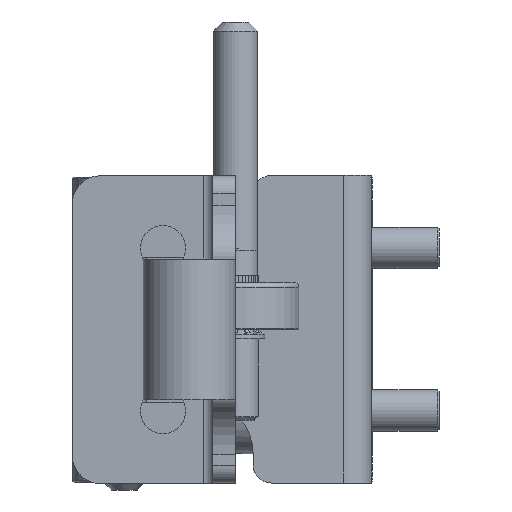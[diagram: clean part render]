
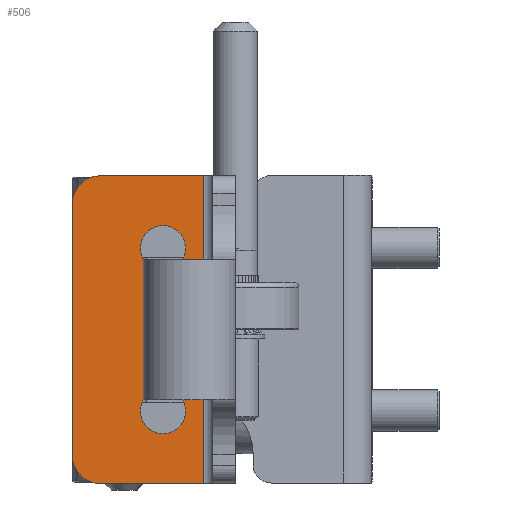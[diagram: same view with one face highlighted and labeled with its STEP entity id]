
A CAD part, left-side view. The second image highlights one B-rep face of the part: STEP entity #506.
In plain terms, the highlighted planar face has unit normal (-1, 0, 0).
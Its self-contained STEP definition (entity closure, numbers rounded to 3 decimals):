
#506 = ADVANCED_FACE( '', ( #1004, #1005, #1006 ), #1007, .T. );
#1004 = FACE_BOUND( '', #2449, .T. );
#1005 = FACE_OUTER_BOUND( '', #2450, .T. );
#1006 = FACE_BOUND( '', #2451, .T. );
#1007 = PLANE( '', #2452 );
#2449 = EDGE_LOOP( '', ( #3949 ) );
#2450 = EDGE_LOOP( '', ( #3950, #3951, #3952, #3953, #3954, #3955 ) );
#2451 = EDGE_LOOP( '', ( #3956 ) );
#2452 = AXIS2_PLACEMENT_3D( '', #3957, #3958, #3959 );
#3949 = ORIENTED_EDGE( '', *, *, #6215, .T. );
#3950 = ORIENTED_EDGE( '', *, *, #6216, .F. );
#3951 = ORIENTED_EDGE( '', *, *, #6217, .T. );
#3952 = ORIENTED_EDGE( '', *, *, #6218, .F. );
#3953 = ORIENTED_EDGE( '', *, *, #6219, .T. );
#3954 = ORIENTED_EDGE( '', *, *, #6220, .T. );
#3955 = ORIENTED_EDGE( '', *, *, #6221, .T. );
#3956 = ORIENTED_EDGE( '', *, *, #6222, .T. );
#3957 = CARTESIAN_POINT( '', ( -18.35, 17., -17. ) );
#3958 = DIRECTION( '', ( -1., 0., 0. ) );
#3959 = DIRECTION( '', ( 0., 1., 0. ) );
#6215 = EDGE_CURVE( '', #7248, #7248, #7249, .T. );
#6216 = EDGE_CURVE( '', #7250, #7251, #7252, .T. );
#6217 = EDGE_CURVE( '', #7250, #7253, #7254, .T. );
#6218 = EDGE_CURVE( '', #7255, #7253, #7256, .T. );
#6219 = EDGE_CURVE( '', #7255, #7257, #7258, .T. );
#6220 = EDGE_CURVE( '', #7257, #7259, #7260, .T. );
#6221 = EDGE_CURVE( '', #7259, #7251, #7261, .F. );
#6222 = EDGE_CURVE( '', #7262, #7262, #7263, .T. );
#7248 = VERTEX_POINT( '', #9979 );
#7249 = CIRCLE( '', #9980, 2.5 );
#7250 = VERTEX_POINT( '', #9981 );
#7251 = VERTEX_POINT( '', #9982 );
#7252 = LINE( '', #9983, #9984 );
#7253 = VERTEX_POINT( '', #9985 );
#7254 = CIRCLE( '', #9986, 3. );
#7255 = VERTEX_POINT( '', #9987 );
#7256 = LINE( '', #9988, #9989 );
#7257 = VERTEX_POINT( '', #9990 );
#7258 = CIRCLE( '', #9991, 3. );
#7259 = VERTEX_POINT( '', #9992 );
#7260 = LINE( '', #9993, #9994 );
#7261 = LINE( '', #9995, #9996 );
#7262 = VERTEX_POINT( '', #9997 );
#7263 = CIRCLE( '', #9998, 2.5 );
#9979 = CARTESIAN_POINT( '', ( -18.35, 8., 6.5 ) );
#9980 = AXIS2_PLACEMENT_3D( '', #12058, #12059, #12060 );
#9981 = CARTESIAN_POINT( '', ( -18.35, 15., 17. ) );
#9982 = CARTESIAN_POINT( '', ( -18.35, 3.5, 17. ) );
#9983 = CARTESIAN_POINT( '', ( -18.35, 17., 17. ) );
#9984 = VECTOR( '', #12061, 1000. );
#9985 = CARTESIAN_POINT( '', ( -18.35, 18., 14. ) );
#9986 = AXIS2_PLACEMENT_3D( '', #12062, #12063, #12064 );
#9987 = CARTESIAN_POINT( '', ( -18.35, 18., -14. ) );
#9988 = CARTESIAN_POINT( '', ( -18.35, 18., -17. ) );
#9989 = VECTOR( '', #12065, 1000. );
#9990 = CARTESIAN_POINT( '', ( -18.35, 15., -17. ) );
#9991 = AXIS2_PLACEMENT_3D( '', #12066, #12067, #12068 );
#9992 = CARTESIAN_POINT( '', ( -18.35, 3.5, -17. ) );
#9993 = CARTESIAN_POINT( '', ( -18.35, 17., -17. ) );
#9994 = VECTOR( '', #12069, 1000. );
#9995 = CARTESIAN_POINT( '', ( -18.35, 3.5, -17. ) );
#9996 = VECTOR( '', #12070, 1000. );
#9997 = CARTESIAN_POINT( '', ( -18.35, 8., -11.5 ) );
#9998 = AXIS2_PLACEMENT_3D( '', #12071, #12072, #12073 );
#12058 = CARTESIAN_POINT( '', ( -18.35, 8., 9. ) );
#12059 = DIRECTION( '', ( 1., 0., 0. ) );
#12060 = DIRECTION( '', ( 0., 0., -1. ) );
#12061 = DIRECTION( '', ( 0., -1., 0. ) );
#12062 = CARTESIAN_POINT( '', ( -18.35, 15., 14. ) );
#12063 = DIRECTION( '', ( -1., 0., 0. ) );
#12064 = DIRECTION( '', ( 0., -1., 0. ) );
#12065 = DIRECTION( '', ( 0., 0., 1. ) );
#12066 = CARTESIAN_POINT( '', ( -18.35, 15., -14. ) );
#12067 = DIRECTION( '', ( -1., 0., 0. ) );
#12068 = DIRECTION( '', ( 0., -1., 0. ) );
#12069 = DIRECTION( '', ( 0., -1., 0. ) );
#12070 = DIRECTION( '', ( 0., 0., -1. ) );
#12071 = CARTESIAN_POINT( '', ( -18.35, 8., -9. ) );
#12072 = DIRECTION( '', ( 1., 0., 0. ) );
#12073 = DIRECTION( '', ( 0., 0., -1. ) );
